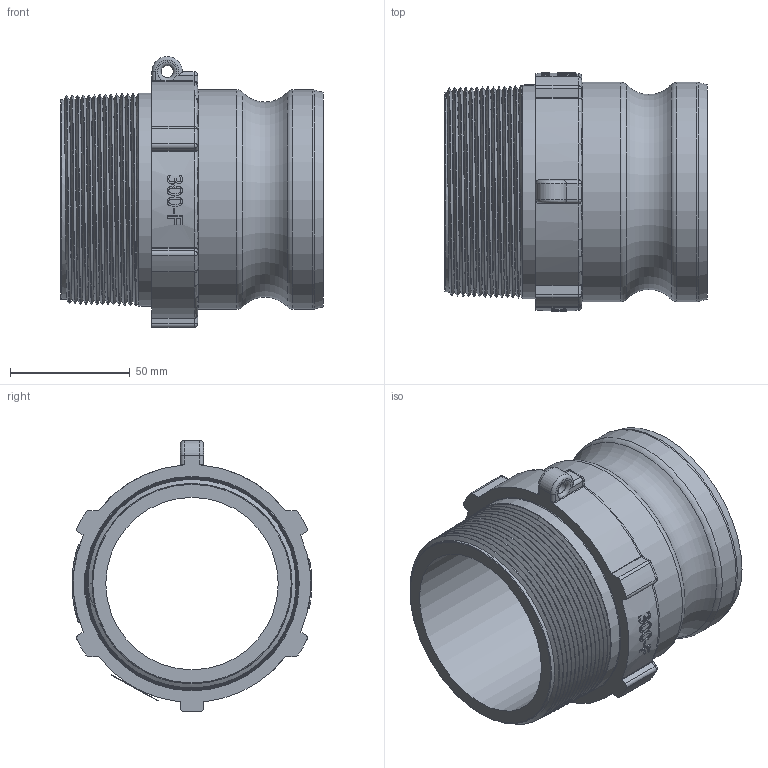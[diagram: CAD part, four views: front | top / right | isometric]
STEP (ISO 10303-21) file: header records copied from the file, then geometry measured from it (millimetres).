
FILE_DESCRIPTION(/* description */ ('3" MPT-BSP F-CAM LEVER MALE ADAPTER, MACHINED'),/* implementation_level */ '2;1');
FILE_NAME(/* name */ '300FB.stp',/* time_stamp */ '2022-11-16T08:34:05-05:00',/* author */ ('MEG'),/* organization */ (''),/* preprocessor_version */ 'ST-DEVELOPER v18.1',/* originating_system */ 'Autodesk Inventor 2022',/* authorisation */ '');
FILE_SCHEMA (('AUTOMOTIVE_DESIGN { 1 0 10303 214 3 1 1 }'));
Length unit declared in the file: inch
Products named in the file (4): 300FB; 300FBX; 300FBX_1; VL1012
Assembly tree (3 placements, depth 3):
  300FB
    300FBX
      300FBX_1
      VL1012
Bounding box: 109.57 x 100.08 x 113.03 mm (x, y, z)
Volume: 253526.7 mm3; surface area: 71067.9 mm2
Topology: 2 solids, 2 shells, 1138 faces, 3017 edges, 1975 vertices
Faces by surface type: plane 586, bspline 395, cylinder 104, torus 23, cone 18, sphere 12
Full cylindrical faces by diameter (mm): 5.08 x1, 71.882 x1, 88.9 x1, 91.516 x2
Entity records: 87952 total; most frequent: CARTESIAN_POINT 62394, ORIENTED_EDGE 6010, DIRECTION 3822, EDGE_CURVE 3005, VERTEX_POINT 1975, LINE 1766, VECTOR 1766, EDGE_LOOP 1246
